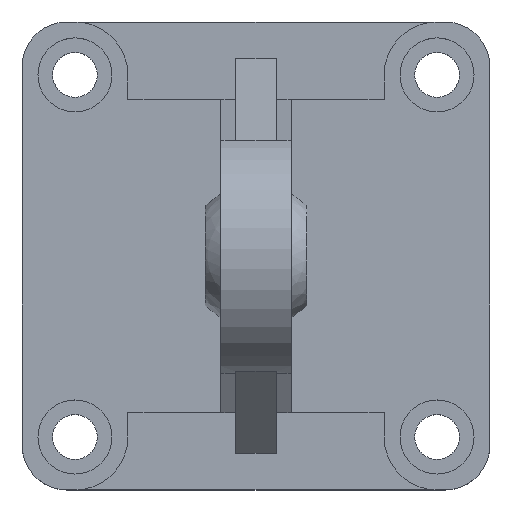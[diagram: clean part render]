
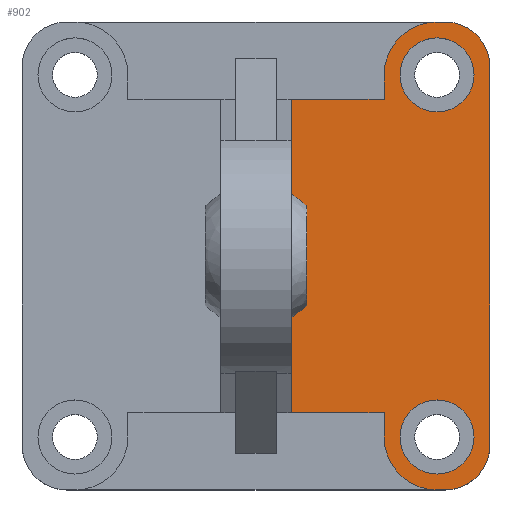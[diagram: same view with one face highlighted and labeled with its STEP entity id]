
A CAD part, top view. The second image highlights one B-rep face of the part: STEP entity #902.
In plain terms, the highlighted planar face has unit normal (0, 0, 1).
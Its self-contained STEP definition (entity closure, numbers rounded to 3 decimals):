
#17=FACE_BOUND('',#137,.T.);
#18=FACE_BOUND('',#138,.T.);
#45=PLANE('',#961);
#81=FACE_OUTER_BOUND('',#136,.T.);
#136=EDGE_LOOP('',(#646,#647,#648,#649,#650,#651,#652,#653,#654,#655,#656,
#657));
#137=EDGE_LOOP('',(#658));
#138=EDGE_LOOP('',(#659));
#218=LINE('',#1344,#300);
#225=LINE('',#1358,#307);
#226=LINE('',#1362,#308);
#227=LINE('',#1366,#309);
#228=LINE('',#1368,#310);
#229=LINE('',#1370,#311);
#230=LINE('',#1372,#312);
#231=LINE('',#1374,#313);
#300=VECTOR('',#1066,2.);
#307=VECTOR('',#1075,93.);
#308=VECTOR('',#1078,2.);
#309=VECTOR('',#1081,6.);
#310=VECTOR('',#1082,22.85);
#311=VECTOR('',#1083,77.);
#312=VECTOR('',#1084,22.85);
#313=VECTOR('',#1085,6.);
#380=CIRCLE('',#958,11.);
#382=CIRCLE('',#962,11.);
#383=CIRCLE('',#963,13.);
#384=CIRCLE('',#964,13.);
#385=CIRCLE('',#965,9.1);
#386=CIRCLE('',#966,9.1);
#422=VERTEX_POINT('',#1334);
#423=VERTEX_POINT('',#1335);
#426=VERTEX_POINT('',#1343);
#432=VERTEX_POINT('',#1357);
#433=VERTEX_POINT('',#1359);
#434=VERTEX_POINT('',#1361);
#435=VERTEX_POINT('',#1363);
#436=VERTEX_POINT('',#1365);
#437=VERTEX_POINT('',#1367);
#438=VERTEX_POINT('',#1369);
#439=VERTEX_POINT('',#1371);
#440=VERTEX_POINT('',#1373);
#441=VERTEX_POINT('',#1376);
#442=VERTEX_POINT('',#1378);
#510=EDGE_CURVE('',#422,#423,#380,.T.);
#514=EDGE_CURVE('',#423,#426,#218,.T.);
#521=EDGE_CURVE('',#432,#422,#225,.T.);
#522=EDGE_CURVE('',#433,#432,#382,.T.);
#523=EDGE_CURVE('',#434,#433,#226,.T.);
#524=EDGE_CURVE('',#434,#435,#383,.T.);
#525=EDGE_CURVE('',#435,#436,#227,.T.);
#526=EDGE_CURVE('',#436,#437,#228,.T.);
#527=EDGE_CURVE('',#437,#438,#229,.T.);
#528=EDGE_CURVE('',#438,#439,#230,.T.);
#529=EDGE_CURVE('',#439,#440,#231,.T.);
#530=EDGE_CURVE('',#440,#426,#384,.T.);
#531=EDGE_CURVE('',#441,#441,#385,.T.);
#532=EDGE_CURVE('',#442,#442,#386,.T.);
#646=ORIENTED_EDGE('',*,*,#510,.F.);
#647=ORIENTED_EDGE('',*,*,#521,.F.);
#648=ORIENTED_EDGE('',*,*,#522,.F.);
#649=ORIENTED_EDGE('',*,*,#523,.F.);
#650=ORIENTED_EDGE('',*,*,#524,.T.);
#651=ORIENTED_EDGE('',*,*,#525,.T.);
#652=ORIENTED_EDGE('',*,*,#526,.T.);
#653=ORIENTED_EDGE('',*,*,#527,.T.);
#654=ORIENTED_EDGE('',*,*,#528,.T.);
#655=ORIENTED_EDGE('',*,*,#529,.T.);
#656=ORIENTED_EDGE('',*,*,#530,.T.);
#657=ORIENTED_EDGE('',*,*,#514,.F.);
#658=ORIENTED_EDGE('',*,*,#531,.T.);
#659=ORIENTED_EDGE('',*,*,#532,.T.);
#902=ADVANCED_FACE('',(#81,#17,#18),#45,.T.);
#958=AXIS2_PLACEMENT_3D('',#1336,#1058,#1059);
#961=AXIS2_PLACEMENT_3D('',#1356,#1073,#1074);
#962=AXIS2_PLACEMENT_3D('',#1360,#1076,#1077);
#963=AXIS2_PLACEMENT_3D('',#1364,#1079,#1080);
#964=AXIS2_PLACEMENT_3D('',#1375,#1086,#1087);
#965=AXIS2_PLACEMENT_3D('',#1377,#1088,#1089);
#966=AXIS2_PLACEMENT_3D('',#1379,#1090,#1091);
#1058=DIRECTION('center_axis',(0.,0.,-1.));
#1059=DIRECTION('ref_axis',(0.707,-0.707,0.));
#1066=DIRECTION('',(-1.,0.,0.));
#1073=DIRECTION('center_axis',(0.,0.,1.));
#1074=DIRECTION('ref_axis',(1.,0.,0.));
#1075=DIRECTION('',(0.,-1.,0.));
#1076=DIRECTION('center_axis',(0.,0.,-1.));
#1077=DIRECTION('ref_axis',(0.707,0.707,0.));
#1078=DIRECTION('',(1.,0.,0.));
#1079=DIRECTION('center_axis',(0.,0.,1.));
#1080=DIRECTION('ref_axis',(0.,-1.,0.));
#1081=DIRECTION('',(0.,-1.,0.));
#1082=DIRECTION('',(-1.,0.,0.));
#1083=DIRECTION('',(0.,-1.,0.));
#1084=DIRECTION('',(1.,0.,0.));
#1085=DIRECTION('',(0.,-1.,0.));
#1086=DIRECTION('center_axis',(0.,0.,1.));
#1087=DIRECTION('ref_axis',(0.,1.,0.));
#1088=DIRECTION('center_axis',(0.,0.,-1.));
#1089=DIRECTION('ref_axis',(1.,0.,0.));
#1090=DIRECTION('center_axis',(0.,0.,-1.));
#1091=DIRECTION('ref_axis',(1.,0.,0.));
#1334=CARTESIAN_POINT('',(57.5,-46.5,14.));
#1335=CARTESIAN_POINT('',(46.5,-57.5,14.));
#1336=CARTESIAN_POINT('Origin',(46.5,-46.5,14.));
#1343=CARTESIAN_POINT('',(44.5,-57.5,14.));
#1344=CARTESIAN_POINT('',(-57.5,-57.5,14.));
#1356=CARTESIAN_POINT('Origin',(0.,0.,
14.));
#1357=CARTESIAN_POINT('',(57.5,46.5,14.));
#1358=CARTESIAN_POINT('',(57.5,-57.5,14.));
#1359=CARTESIAN_POINT('',(46.5,57.5,14.));
#1360=CARTESIAN_POINT('Origin',(46.5,46.5,14.));
#1361=CARTESIAN_POINT('',(44.5,57.5,14.));
#1362=CARTESIAN_POINT('',(57.5,57.5,14.));
#1363=CARTESIAN_POINT('',(31.5,44.5,14.));
#1364=CARTESIAN_POINT('Origin',(44.5,44.5,14.));
#1365=CARTESIAN_POINT('',(31.5,38.5,14.));
#1366=CARTESIAN_POINT('',(31.5,19.25,14.));
#1367=CARTESIAN_POINT('',(8.65,38.5,14.));
#1368=CARTESIAN_POINT('',(-15.75,38.5,14.));
#1369=CARTESIAN_POINT('',(8.65,-38.5,14.));
#1370=CARTESIAN_POINT('',(8.65,0.005,14.));
#1371=CARTESIAN_POINT('',(31.5,-38.5,14.));
#1372=CARTESIAN_POINT('',(-15.75,-38.5,14.));
#1373=CARTESIAN_POINT('',(31.5,-44.5,14.));
#1374=CARTESIAN_POINT('',(31.5,-19.25,14.));
#1375=CARTESIAN_POINT('Origin',(44.5,-44.5,14.));
#1376=CARTESIAN_POINT('',(53.6,-44.5,14.));
#1377=CARTESIAN_POINT('Origin',(44.5,-44.5,14.));
#1378=CARTESIAN_POINT('',(53.6,44.5,14.));
#1379=CARTESIAN_POINT('Origin',(44.5,44.5,14.));
